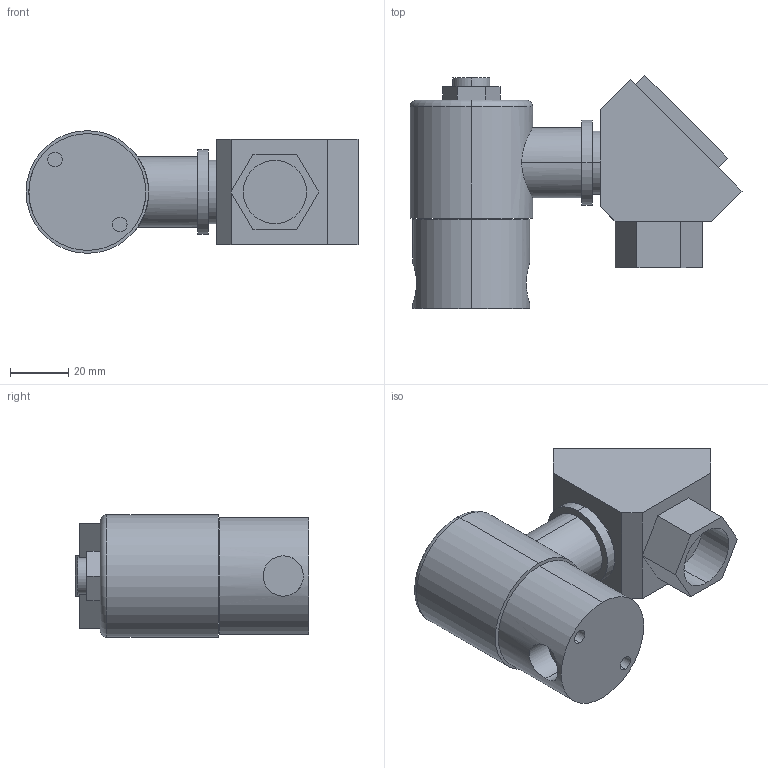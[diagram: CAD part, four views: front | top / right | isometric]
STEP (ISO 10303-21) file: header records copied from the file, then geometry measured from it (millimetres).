
FILE_DESCRIPTION (( 'STEP AP214' ), '1' );
FILE_NAME ('YS301T-5B.STEP', '2025-09-03T07:56:34', ( '' ), ( '' ), 'SwSTEP 2.0', 'SolidWorks 2024', '' );
FILE_SCHEMA (( 'AUTOMOTIVE_DESIGN' ));
Length unit declared in the file: millimetre
Products named in the file (4): ZS301-2_5B; TBL; YS301T-5B; AS301A
Assembly tree (3 placements, depth 2):
  YS301T-5B
    ZS301-2_5B
    AS301A
    TBL
Bounding box: 113.66 x 79.78 x 42 mm (x, y, z)
Volume: 164671.4 mm3; surface area: 32352.2 mm2
Topology: 3 solids, 3 shells, 76 faces, 161 edges, 106 vertices
Faces by surface type: plane 44, cylinder 30, torus 2
Entity records: 2436 total; most frequent: CARTESIAN_POINT 625, DIRECTION 377, ORIENTED_EDGE 322, EDGE_CURVE 161, AXIS2_PLACEMENT_3D 140, VERTEX_POINT 106, LINE 97, VECTOR 97
